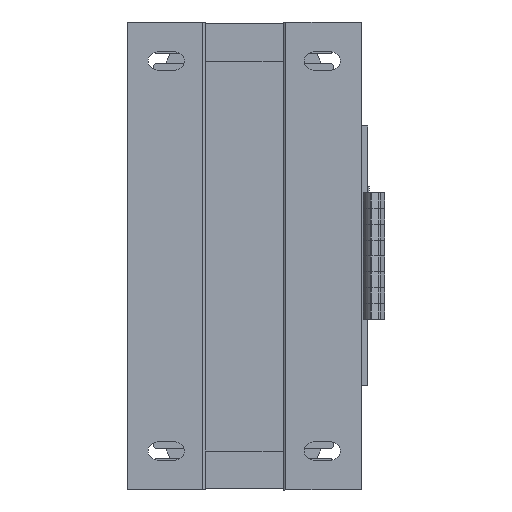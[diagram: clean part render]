
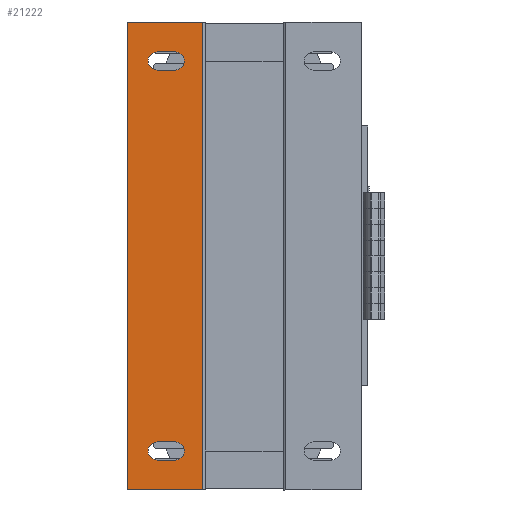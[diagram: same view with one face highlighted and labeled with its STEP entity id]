
A CAD part, front view. The second image highlights one B-rep face of the part: STEP entity #21222.
In plain terms, the highlighted planar face has unit normal (0, -1, 0).
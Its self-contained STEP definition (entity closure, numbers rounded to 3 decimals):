
#1344=FACE_BOUND('',#3676,.T.);
#1345=FACE_BOUND('',#3677,.T.);
#1618=CIRCLE('',#22878,3.5);
#1619=CIRCLE('',#22879,3.5);
#1620=CIRCLE('',#22880,3.5);
#1621=CIRCLE('',#22881,3.5);
#2544=FACE_OUTER_BOUND('',#3675,.T.);
#3675=EDGE_LOOP('',(#15609,#15610,#15611,#15612));
#3676=EDGE_LOOP('',(#15613,#15614,#15615,#15616));
#3677=EDGE_LOOP('',(#15617,#15618,#15619,#15620));
#5057=LINE('',#31552,#7388);
#5072=LINE('',#31588,#7403);
#5075=LINE('',#31594,#7406);
#5076=LINE('',#31595,#7407);
#5077=LINE('',#31600,#7408);
#5078=LINE('',#31603,#7409);
#5079=LINE('',#31608,#7410);
#5080=LINE('',#31611,#7411);
#7388=VECTOR('',#25627,10.);
#7403=VECTOR('',#25666,10.);
#7406=VECTOR('',#25671,10.);
#7407=VECTOR('',#25672,10.);
#7408=VECTOR('',#25675,10.);
#7409=VECTOR('',#25678,10.);
#7410=VECTOR('',#25681,10.);
#7411=VECTOR('',#25684,10.);
#9694=VERTEX_POINT('',#31549);
#9695=VERTEX_POINT('',#31551);
#9704=VERTEX_POINT('',#31587);
#9706=VERTEX_POINT('',#31593);
#9707=VERTEX_POINT('',#31596);
#9708=VERTEX_POINT('',#31597);
#9709=VERTEX_POINT('',#31599);
#9710=VERTEX_POINT('',#31601);
#9711=VERTEX_POINT('',#31604);
#9712=VERTEX_POINT('',#31605);
#9713=VERTEX_POINT('',#31607);
#9714=VERTEX_POINT('',#31609);
#11877=EDGE_CURVE('',#9695,#9694,#5057,.T.);
#11895=EDGE_CURVE('',#9695,#9704,#5072,.T.);
#11898=EDGE_CURVE('',#9706,#9694,#5075,.T.);
#11899=EDGE_CURVE('',#9704,#9706,#5076,.T.);
#11900=EDGE_CURVE('',#9707,#9708,#1618,.T.);
#11901=EDGE_CURVE('',#9708,#9709,#5077,.T.);
#11902=EDGE_CURVE('',#9709,#9710,#1619,.T.);
#11903=EDGE_CURVE('',#9710,#9707,#5078,.T.);
#11904=EDGE_CURVE('',#9711,#9712,#1620,.T.);
#11905=EDGE_CURVE('',#9712,#9713,#5079,.T.);
#11906=EDGE_CURVE('',#9713,#9714,#1621,.T.);
#11907=EDGE_CURVE('',#9714,#9711,#5080,.T.);
#15609=ORIENTED_EDGE('',*,*,#11877,.T.);
#15610=ORIENTED_EDGE('',*,*,#11898,.F.);
#15611=ORIENTED_EDGE('',*,*,#11899,.F.);
#15612=ORIENTED_EDGE('',*,*,#11895,.F.);
#15613=ORIENTED_EDGE('',*,*,#11900,.T.);
#15614=ORIENTED_EDGE('',*,*,#11901,.T.);
#15615=ORIENTED_EDGE('',*,*,#11902,.T.);
#15616=ORIENTED_EDGE('',*,*,#11903,.T.);
#15617=ORIENTED_EDGE('',*,*,#11904,.T.);
#15618=ORIENTED_EDGE('',*,*,#11905,.T.);
#15619=ORIENTED_EDGE('',*,*,#11906,.T.);
#15620=ORIENTED_EDGE('',*,*,#11907,.T.);
#20325=PLANE('',#22877);
#21222=ADVANCED_FACE('',(#2544,#1344,#1345),#20325,.F.);
#22877=AXIS2_PLACEMENT_3D('',#31592,#25669,#25670);
#22878=AXIS2_PLACEMENT_3D('',#31598,#25673,#25674);
#22879=AXIS2_PLACEMENT_3D('',#31602,#25676,#25677);
#22880=AXIS2_PLACEMENT_3D('',#31606,#25679,#25680);
#22881=AXIS2_PLACEMENT_3D('',#31610,#25682,#25683);
#25627=DIRECTION('',(0.,0.,-1.));
#25666=DIRECTION('',(1.,0.,0.));
#25669=DIRECTION('center_axis',(0.,1.,0.));
#25670=DIRECTION('ref_axis',(0.,0.,1.));
#25671=DIRECTION('',(-1.,0.,0.));
#25672=DIRECTION('',(0.,0.,-1.));
#25673=DIRECTION('center_axis',(0.,1.,0.));
#25674=DIRECTION('ref_axis',(0.,0.,-1.));
#25675=DIRECTION('',(1.,0.,0.));
#25676=DIRECTION('center_axis',(0.,1.,0.));
#25677=DIRECTION('ref_axis',(0.,0.,1.));
#25678=DIRECTION('',(-1.,0.,0.));
#25679=DIRECTION('center_axis',(0.,1.,0.));
#25680=DIRECTION('ref_axis',(0.,0.,1.));
#25681=DIRECTION('',(-1.,0.,0.));
#25682=DIRECTION('center_axis',(0.,1.,0.));
#25683=DIRECTION('ref_axis',(0.,0.,-1.));
#25684=DIRECTION('',(1.,0.,0.));
#31549=CARTESIAN_POINT('',(-28.999,0.,0.));
#31551=CARTESIAN_POINT('',(-28.999,0.,180.));
#31552=CARTESIAN_POINT('',(-28.999,0.,135.));
#31587=CARTESIAN_POINT('',(0.,0.,180.));
#31588=CARTESIAN_POINT('',(-30.,0.,180.));
#31592=CARTESIAN_POINT('Origin',(-15.,0.,90.));
#31593=CARTESIAN_POINT('',(0.,0.,0.));
#31594=CARTESIAN_POINT('',(0.,0.,0.));
#31595=CARTESIAN_POINT('',(0.,0.,180.));
#31596=CARTESIAN_POINT('',(-18.5,0.,161.5));
#31597=CARTESIAN_POINT('',(-18.5,0.,168.5));
#31598=CARTESIAN_POINT('Origin',(-18.5,0.,165.));
#31599=CARTESIAN_POINT('',(-11.5,0.,168.5));
#31600=CARTESIAN_POINT('',(-13.25,0.,168.5));
#31601=CARTESIAN_POINT('',(-11.5,0.,161.5));
#31602=CARTESIAN_POINT('Origin',(-11.5,0.,165.));
#31603=CARTESIAN_POINT('',(-16.75,0.,161.5));
#31604=CARTESIAN_POINT('',(-11.5,0.,18.5));
#31605=CARTESIAN_POINT('',(-11.5,0.,11.5));
#31606=CARTESIAN_POINT('Origin',(-11.5,0.,15.));
#31607=CARTESIAN_POINT('',(-18.5,0.,11.5));
#31608=CARTESIAN_POINT('',(-16.75,0.,11.5));
#31609=CARTESIAN_POINT('',(-18.5,0.,18.5));
#31610=CARTESIAN_POINT('Origin',(-18.5,0.,15.));
#31611=CARTESIAN_POINT('',(-13.25,0.,18.5));
